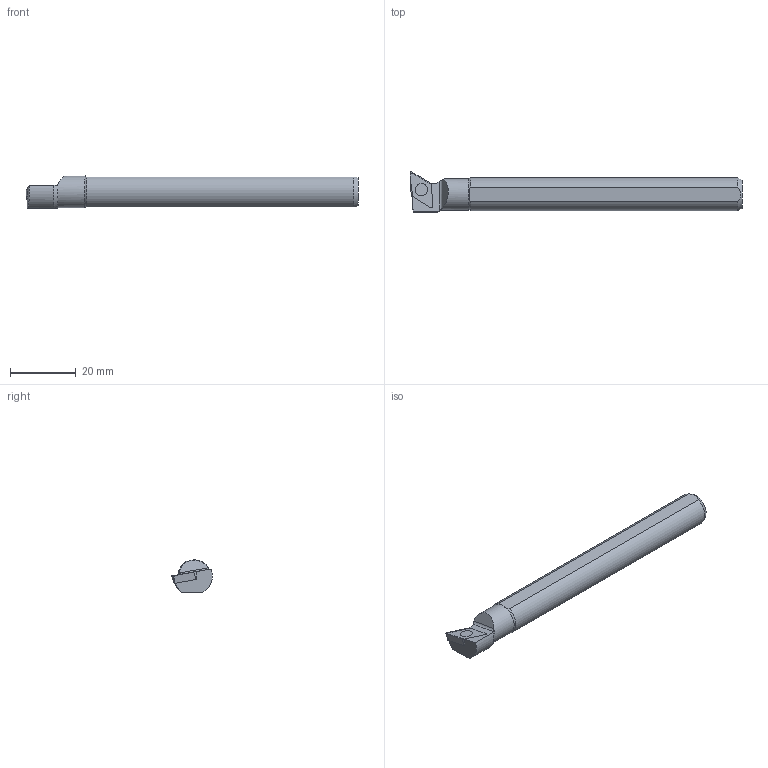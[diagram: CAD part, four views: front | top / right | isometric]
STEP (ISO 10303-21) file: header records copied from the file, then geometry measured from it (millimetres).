
FILE_DESCRIPTION(/* description */ (''),/* implementation_level */ '2;1');
FILE_NAME(/* name */ 'A10HSDUCL07_SIM.stp',/* time_stamp */ '2021-10-19T07:32:20+02:00',/* author */ (''),/* organization */ (''),/* preprocessor_version */ 'ST-DEVELOPER v16.7',/* originating_system */ 'SIEMENS PLM Software NX 12.0',/* authorisation */ '');
FILE_SCHEMA (('AUTOMOTIVE_DESIGN { 1 0 10303 214 3 1 1 1 }'));
Length unit declared in the file: millimetre
Products named in the file (1): model1
Bounding box: 101.04 x 12.37 x 9.74 mm (x, y, z)
Volume: 7408.6 mm3; surface area: 3400.4 mm2
Topology: 2 solids, 2 shells, 42 faces, 111 edges, 73 vertices
Faces by surface type: plane 18, cylinder 13, cone 6, bspline 4, torus 1
Full cylindrical faces by diameter (mm): 2.8 x1, 3.75 x1, 9.6 x1
Entity records: 1561 total; most frequent: CARTESIAN_POINT 586, ORIENTED_EDGE 204, DIRECTION 180, EDGE_CURVE 102, AXIS2_PLACEMENT_3D 73, VERTEX_POINT 70, EDGE_LOOP 50, ADVANCED_FACE 42
